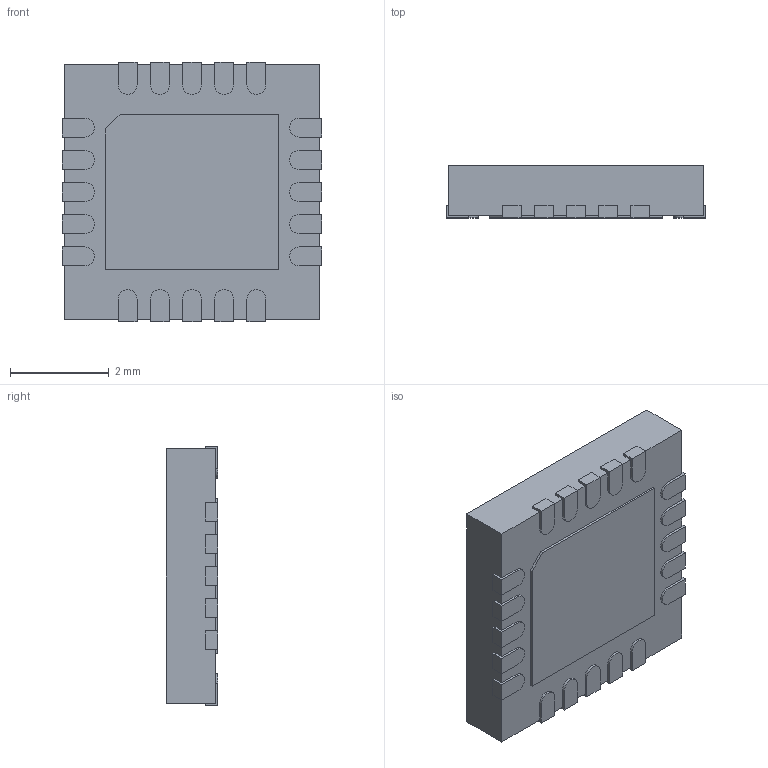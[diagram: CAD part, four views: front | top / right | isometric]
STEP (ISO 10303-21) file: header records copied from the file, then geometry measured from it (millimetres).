
FILE_DESCRIPTION (( 'STEP AP214' ), '1' );
FILE_NAME ('User Library-VQFN-20-1.STEP', '2020-04-06T07:17:55', ( '' ), ( '' ), 'SwSTEP 2.0', 'SolidWorks 2019', '' );
FILE_SCHEMA (( 'AUTOMOTIVE_DESIGN' ));
Length unit declared in the file: millimetre
Products named in the file (1): User Library-VQFN-20-1
Bounding box: 5.25 x 1.05 x 5.25 mm (x, y, z)
Volume: 27.4 mm3; surface area: 77.5 mm2
Topology: 1 solids, 1 shells, 220 faces, 621 edges, 414 vertices
Faces by surface type: plane 166, cylinder 27, bspline 27
Entity records: 10999 total; most frequent: CARTESIAN_POINT 2971, ORIENTED_EDGE 1242, DIRECTION 1009, EDGE_CURVE 621, LINE 513, VECTOR 513, VERTEX_POINT 414, AXIS2_PLACEMENT_3D 248
